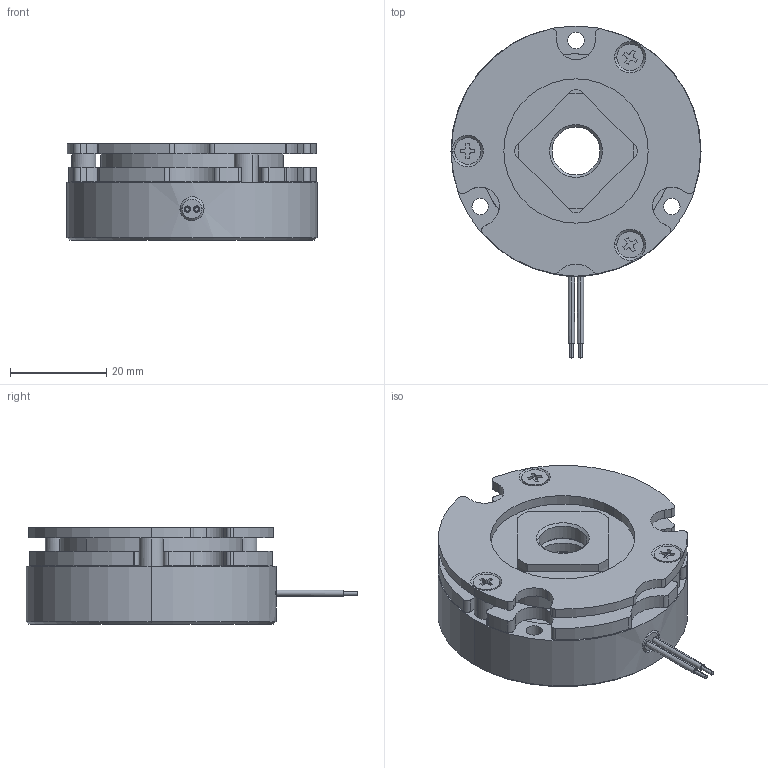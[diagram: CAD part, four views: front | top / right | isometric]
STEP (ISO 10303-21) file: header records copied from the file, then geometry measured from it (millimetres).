
FILE_DESCRIPTION (( 'STEP AP214' ), '1' );
FILE_NAME ('25463400.STEP', '2019-03-26T02:46:57', ( '' ), ( '' ), 'SwSTEP 2.0', 'SolidWorks 2018', '' );
FILE_SCHEMA (( 'AUTOMOTIVE_DESIGN' ));
Length unit declared in the file: millimetre
Products named in the file (1): 25463400
Bounding box: 52 x 69 x 20 mm (x, y, z)
Volume: 34910.8 mm3; surface area: 15278.9 mm2
Topology: 1 solids, 4 shells, 286 faces, 761 edges, 494 vertices
Faces by surface type: cylinder 143, plane 103, cone 24, bspline 16
Entity records: 28905 total; most frequent: CARTESIAN_POINT 18400, DIRECTION 1581, ORIENTED_EDGE 1522, EDGE_CURVE 761, AXIS2_PLACEMENT_3D 607, VERTEX_POINT 494, VECTOR 367, LINE 367
